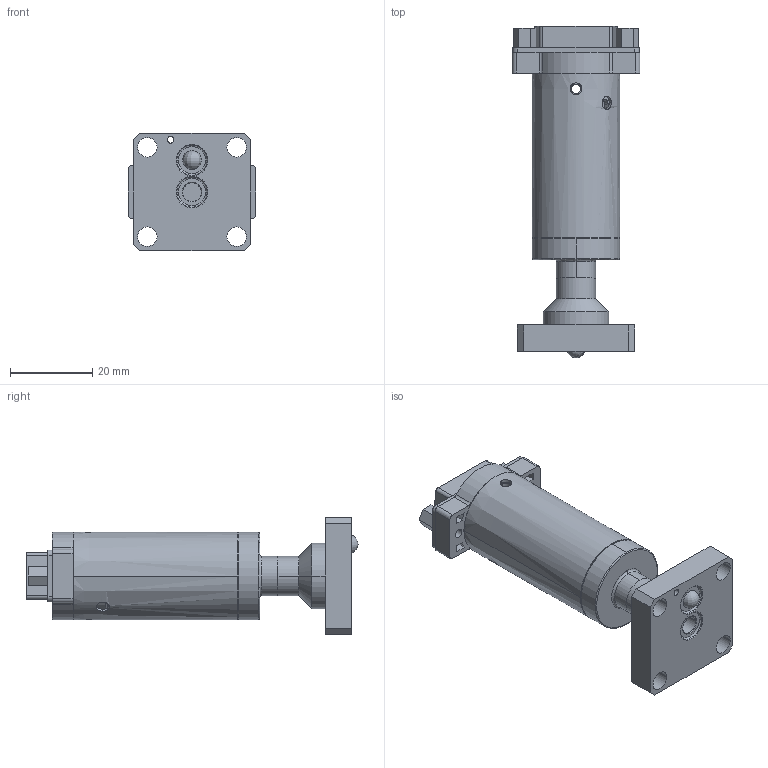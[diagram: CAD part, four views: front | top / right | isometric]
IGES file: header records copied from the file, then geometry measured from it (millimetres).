
Start section: SolidWorks IGES file using analytic representation for surfaces
Global section: file name: GFD-D-CS.IGS; native system: SolidWorks 2019; preprocessor: SolidWorks 2019; author: CFehr; date: 200416.142931; units: inch
Bounding box: 30.99 x 80.66 x 28.45 mm (x, y, z)
Volume: 14254 mm3; surface area: 15854.5 mm2
Topology: 8 solids, 8 shells, 408 faces, 991 edges, 627 vertices
Faces by surface type: revolution 249, plane 138, bspline 21
